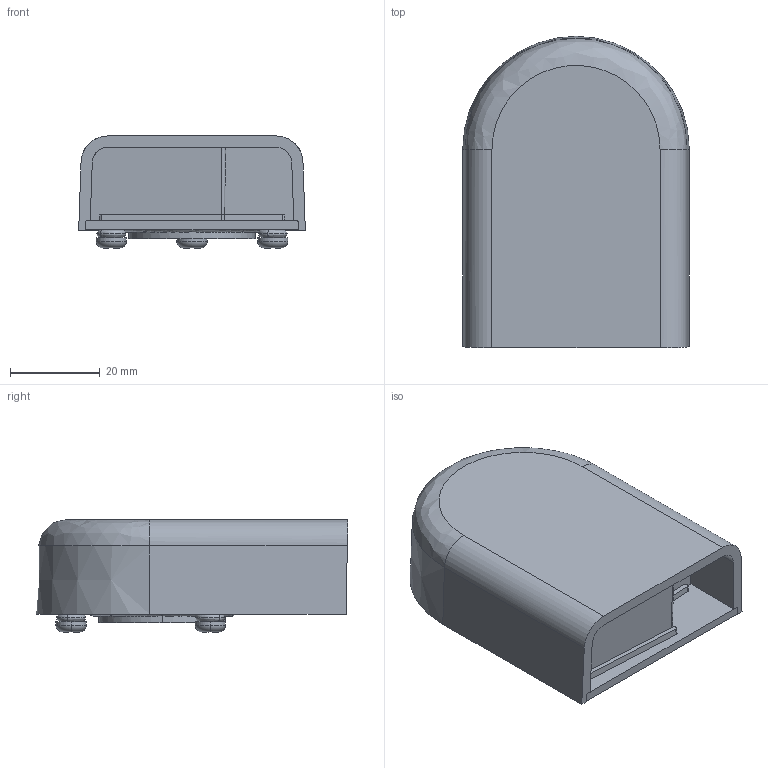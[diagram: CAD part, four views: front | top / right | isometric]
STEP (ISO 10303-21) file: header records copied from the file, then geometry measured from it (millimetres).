
FILE_DESCRIPTION (( 'STEP AP214' ), '1' );
FILE_NAME ('SDV280-1.STEP', '2019-07-16T11:36:00', ( '' ), ( '' ), 'SwSTEP 2.0', 'SolidWorks 2018', '' );
FILE_SCHEMA (( 'AUTOMOTIVE_DESIGN' ));
Length unit declared in the file: inch
Products named in the file (1): SDV280-1
Bounding box: 50.5 x 69.4 x 24.96 mm (x, y, z)
Volume: 24995.8 mm3; surface area: 26582.7 mm2
Topology: 9 solids, 9 shells, 506 faces, 1448 edges, 954 vertices
Faces by surface type: plane 324, bspline 83, cone 61, cylinder 32, torus 6
Entity records: 23421 total; most frequent: CARTESIAN_POINT 4894, ORIENTED_EDGE 2896, DIRECTION 2282, EDGE_CURVE 1448, VERTEX_POINT 954, LINE 898, VECTOR 898, AXIS2_PLACEMENT_3D 692
